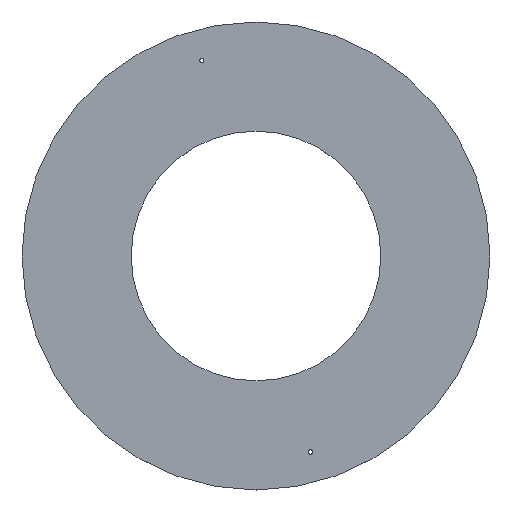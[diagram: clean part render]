
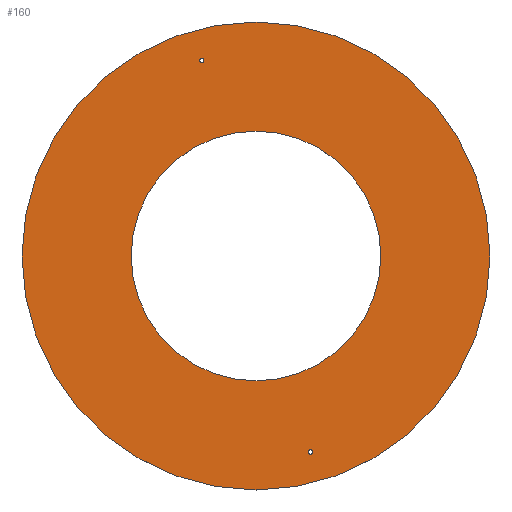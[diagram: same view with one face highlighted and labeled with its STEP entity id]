
A CAD part, top view. The second image highlights one B-rep face of the part: STEP entity #160.
In plain terms, the highlighted planar face has unit normal (0, 0, 1).
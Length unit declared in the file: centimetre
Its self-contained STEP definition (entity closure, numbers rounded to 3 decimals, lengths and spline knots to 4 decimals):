
#20=FACE_BOUND('',#52,.T.);
#21=FACE_BOUND('',#53,.T.);
#22=FACE_BOUND('',#54,.T.);
#26=PLANE('',#184);
#36=FACE_OUTER_BOUND('',#51,.T.);
#51=EDGE_LOOP('',(#141));
#52=EDGE_LOOP('',(#142));
#53=EDGE_LOOP('',(#143));
#54=EDGE_LOOP('',(#144));
#67=CIRCLE('',#164,0.1);
#69=CIRCLE('',#167,0.1);
#77=CIRCLE('',#180,5.75);
#78=CIRCLE('',#182,10.775);
#79=VERTEX_POINT('',#239);
#81=VERTEX_POINT('',#245);
#89=VERTEX_POINT('',#269);
#90=VERTEX_POINT('',#273);
#91=EDGE_CURVE('',#79,#79,#67,.T.);
#94=EDGE_CURVE('',#81,#81,#69,.T.);
#106=EDGE_CURVE('',#89,#89,#77,.T.);
#108=EDGE_CURVE('',#90,#90,#78,.T.);
#141=ORIENTED_EDGE('',*,*,#108,.F.);
#142=ORIENTED_EDGE('',*,*,#91,.T.);
#143=ORIENTED_EDGE('',*,*,#94,.T.);
#144=ORIENTED_EDGE('',*,*,#106,.F.);
#160=ADVANCED_FACE('',(#36,#20,#21,#22),#26,.F.);
#164=AXIS2_PLACEMENT_3D('',#240,#189,#190);
#167=AXIS2_PLACEMENT_3D('',#246,#196,#197);
#180=AXIS2_PLACEMENT_3D('',#271,#226,#227);
#182=AXIS2_PLACEMENT_3D('',#275,#231,#232);
#184=AXIS2_PLACEMENT_3D('',#277,#235,#236);
#189=DIRECTION('center_axis',(0.,0.,-1.));
#190=DIRECTION('ref_axis',(1.,0.,0.));
#196=DIRECTION('center_axis',(0.,0.,-1.));
#197=DIRECTION('ref_axis',(1.,0.,0.));
#226=DIRECTION('center_axis',(0.,0.,1.));
#227=DIRECTION('ref_axis',(-1.,0.,0.));
#231=DIRECTION('center_axis',(0.,0.,-1.));
#232=DIRECTION('ref_axis',(-1.,0.,0.));
#235=DIRECTION('center_axis',(0.,0.,-1.));
#236=DIRECTION('ref_axis',(-1.,0.,0.));
#239=CARTESIAN_POINT('',(2.4,-9.025,0.));
#240=CARTESIAN_POINT('Origin',(2.5,-9.025,0.));
#245=CARTESIAN_POINT('',(-2.6,9.,0.));
#246=CARTESIAN_POINT('Origin',(-2.5,9.,0.));
#269=CARTESIAN_POINT('',(5.75,0.,0.));
#271=CARTESIAN_POINT('Origin',(0.,0.,0.));
#273=CARTESIAN_POINT('',(10.775,0.,0.));
#275=CARTESIAN_POINT('Origin',(0.,0.,0.));
#277=CARTESIAN_POINT('Origin',(0.,0.,0.));
